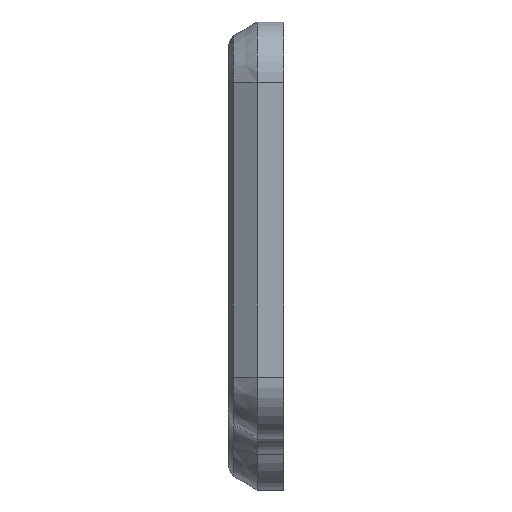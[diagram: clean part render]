
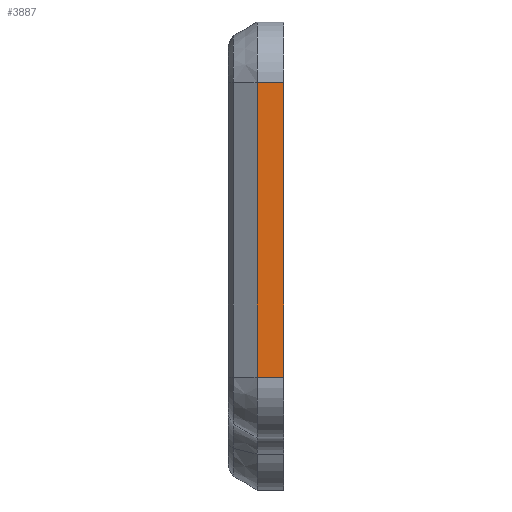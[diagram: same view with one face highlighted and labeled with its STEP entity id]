
A CAD part, left-side view. The second image highlights one B-rep face of the part: STEP entity #3887.
In plain terms, the highlighted planar face has unit normal (-1, 0, 0).
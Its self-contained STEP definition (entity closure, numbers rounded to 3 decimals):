
#279=PLANE('',#4297);
#483=FACE_OUTER_BOUND('',#706,.T.);
#706=EDGE_LOOP('',(#3587,#3588,#3589,#3590));
#1060=LINE('',#6508,#1443);
#1068=LINE('',#6534,#1451);
#1088=LINE('',#6599,#1471);
#1090=LINE('',#6603,#1473);
#1443=VECTOR('',#5339,10.);
#1451=VECTOR('',#5375,10.);
#1471=VECTOR('',#5447,10.);
#1473=VECTOR('',#5453,10.);
#1879=VERTEX_POINT('',#6471);
#1889=VERTEX_POINT('',#6507);
#1893=VERTEX_POINT('',#6533);
#1912=VERTEX_POINT('',#6595);
#2427=EDGE_CURVE('',#1889,#1879,#1060,.T.);
#2439=EDGE_CURVE('',#1893,#1889,#1068,.T.);
#2472=EDGE_CURVE('',#1912,#1879,#1088,.T.);
#2474=EDGE_CURVE('',#1893,#1912,#1090,.T.);
#3587=ORIENTED_EDGE('',*,*,#2472,.F.);
#3588=ORIENTED_EDGE('',*,*,#2474,.F.);
#3589=ORIENTED_EDGE('',*,*,#2439,.T.);
#3590=ORIENTED_EDGE('',*,*,#2427,.T.);
#3887=ADVANCED_FACE('',(#483),#279,.T.);
#4297=AXIS2_PLACEMENT_3D('',#6602,#5451,#5452);
#5339=DIRECTION('',(0.,1.,0.));
#5375=DIRECTION('',(0.,0.,1.));
#5447=DIRECTION('',(0.,0.,1.));
#5451=DIRECTION('center_axis',(-1.,0.,0.));
#5452=DIRECTION('ref_axis',(0.,0.,1.));
#5453=DIRECTION('',(0.,1.,0.));
#6471=CARTESIAN_POINT('',(-32.,4.804,31.5));
#6507=CARTESIAN_POINT('',(-32.,0.,31.5));
#6508=CARTESIAN_POINT('',(-32.,0.,31.5));
#6533=CARTESIAN_POINT('',(-32.,0.,-22.));
#6534=CARTESIAN_POINT('',(-32.,0.,-22.));
#6595=CARTESIAN_POINT('',(-32.,4.804,-22.));
#6599=CARTESIAN_POINT('',(-32.,4.804,10.625));
#6602=CARTESIAN_POINT('Origin',(-32.,0.,-22.));
#6603=CARTESIAN_POINT('',(-32.,0.,-22.));
